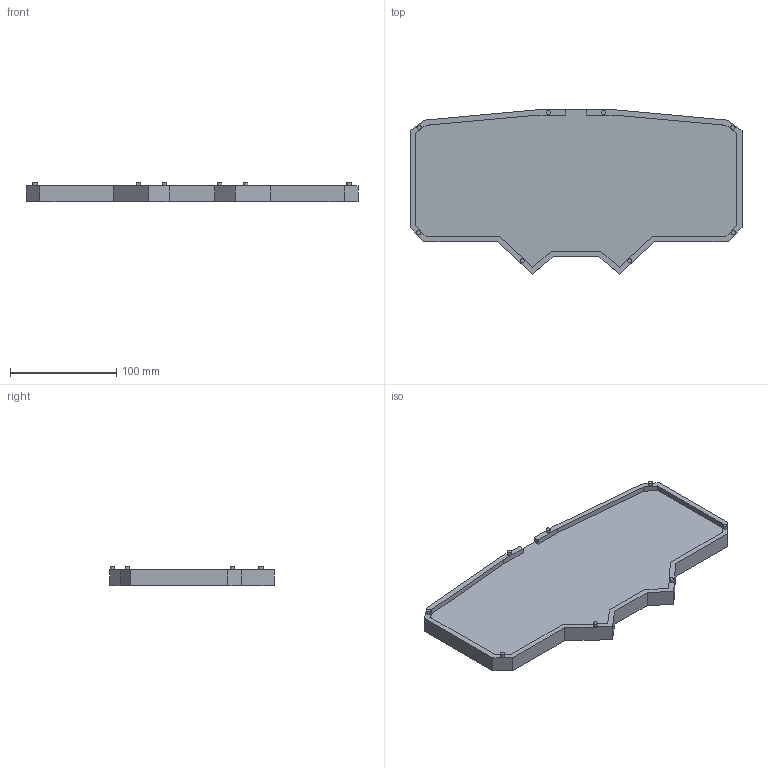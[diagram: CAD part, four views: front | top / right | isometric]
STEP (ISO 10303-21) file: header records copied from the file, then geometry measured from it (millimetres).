
FILE_DESCRIPTION(/* description */ ('STEP AP242','CAx-IF Rec.Pracs.---Representation and Presentation of Product Manufacturing Information (PMI)---4.0---2014-10-13','CAx-IF Rec.Pracs.---3D Tessellated Geometry---0.4---2014-09-14','2;1'),/* implementation_level */ '2;1');
FILE_NAME(/* name */ '67d4e99b406fa214bb3cc363',/* time_stamp */ '2025-03-15T02:44:43Z',/* author */ (''),/* organization */ (''),/* preprocessor_version */ 'ST-DEVELOPER v20',/* originating_system */ 'ONSHAPE BY PTC INC, 1.195',/* authorisation */ ' ');
FILE_SCHEMA (('AP242_MANAGED_MODEL_BASED_3D_ENGINEERING_MIM_LF { 1 0 10303 442 1 1 4 }'));
Length unit declared in the file: metre
Products named in the file (2): Assembly 2; Part 2
Assembly tree (1 placements, depth 2):
  Assembly 2
    Part 2
Bounding box: 312.04 x 154.52 x 18 mm (x, y, z)
Volume: 416450.2 mm3; surface area: 96304.4 mm2
Topology: 1 solids, 1 shells, 54 faces, 138 edges, 94 vertices
Faces by surface type: plane 46, cylinder 8
Full cylindrical faces by diameter (mm): 4 x8
Entity records: 1573 total; most frequent: CARTESIAN_POINT 268, DIRECTION 252, ORIENTED_EDGE 248, EDGE_CURVE 124, LINE 108, VECTOR 108, VERTEX_POINT 88, AXIS2_PLACEMENT_3D 72
